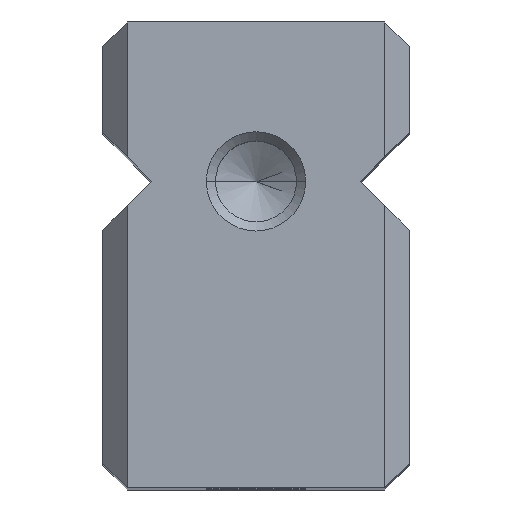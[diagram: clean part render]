
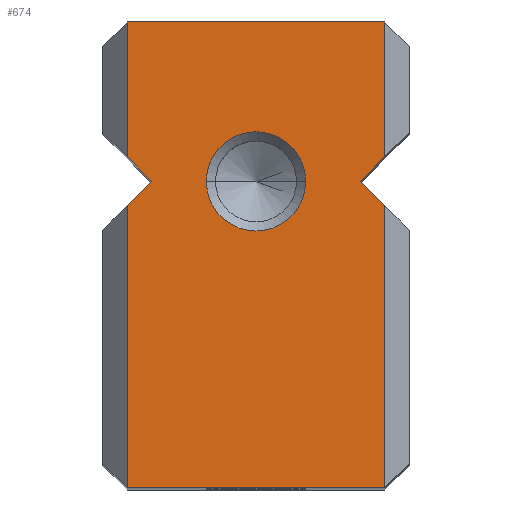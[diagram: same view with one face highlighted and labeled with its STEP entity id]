
A CAD part, top view. The second image highlights one B-rep face of the part: STEP entity #674.
In plain terms, the highlighted planar face has unit normal (0, 0, 1).
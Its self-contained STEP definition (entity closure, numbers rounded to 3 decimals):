
#10 = CARTESIAN_POINT ( 'NONE',  ( -5.25, -9.5, 25. ) ) ;
#18 = CARTESIAN_POINT ( 'NONE',  ( 3.612, 3.634, 25. ) ) ;
#24 = CARTESIAN_POINT ( 'NONE',  ( -0.638, -0.634, 25. ) ) ;
#71 = ORIENTED_EDGE ( 'NONE', *, *, #292, .T. ) ;
#105 = CARTESIAN_POINT ( 'NONE',  ( 5.25, -9.5, 25. ) ) ;
#107 = ORIENTED_EDGE ( 'NONE', *, *, #393, .F. ) ;
#115 = CARTESIAN_POINT ( 'NONE',  ( -5.25, 9.5, 25. ) ) ;
#125 = LINE ( 'NONE', #1139, #1124 ) ;
#130 = LINE ( 'NONE', #440, #1260 ) ;
#157 = LINE ( 'NONE', #663, #1563 ) ;
#168 = ORIENTED_EDGE ( 'NONE', *, *, #398, .T. ) ;
#273 = EDGE_CURVE ( 'NONE', #286, #1061, #1179, .T. ) ;
#276 = EDGE_CURVE ( 'NONE', #599, #1617, #130, .T. ) ;
#278 = VERTEX_POINT ( 'NONE', #105 ) ;
#286 = VERTEX_POINT ( 'NONE', #354 ) ;
#292 = EDGE_CURVE ( 'NONE', #307, #385, #1120, .T. ) ;
#307 = VERTEX_POINT ( 'NONE', #615 ) ;
#316 = CARTESIAN_POINT ( 'NONE',  ( 5.25, 2.006, 25. ) ) ;
#354 = CARTESIAN_POINT ( 'NONE',  ( 2.025, 3., 25. ) ) ;
#364 = VERTEX_POINT ( 'NONE', #649 ) ;
#375 = CARTESIAN_POINT ( 'NONE',  ( 5.25, 0., 25. ) ) ;
#384 = LINE ( 'NONE', #1633, #539 ) ;
#385 = VERTEX_POINT ( 'NONE', #115 ) ;
#393 = EDGE_CURVE ( 'NONE', #364, #1479, #1166, .T. ) ;
#398 = EDGE_CURVE ( 'NONE', #385, #1479, #125, .T. ) ;
#440 = CARTESIAN_POINT ( 'NONE',  ( 0.638, -0.634, 25. ) ) ;
#451 = VECTOR ( 'NONE', #807, 1000. ) ;
#456 = EDGE_CURVE ( 'NONE', #703, #1578, #657, .T. ) ;
#482 = AXIS2_PLACEMENT_3D ( 'NONE', #1464, #1611, #814 ) ;
#510 = EDGE_CURVE ( 'NONE', #703, #364, #941, .T. ) ;
#520 = CARTESIAN_POINT ( 'NONE',  ( 0., 3., 25. ) ) ;
#531 = DIRECTION ( 'NONE',  ( 1., 0., 0. ) ) ;
#539 = VECTOR ( 'NONE', #751, 1000. ) ;
#555 = DIRECTION ( 'NONE',  ( 1., 0., 0. ) ) ;
#582 = EDGE_LOOP ( 'NONE', ( #1366, #1238 ) ) ;
#599 = VERTEX_POINT ( 'NONE', #697 ) ;
#603 = DIRECTION ( 'NONE',  ( -1., 0., 0. ) ) ;
#615 = CARTESIAN_POINT ( 'NONE',  ( 5.25, 9.5, 25. ) ) ;
#649 = CARTESIAN_POINT ( 'NONE',  ( -4.25, 3., 25. ) ) ;
#657 = LINE ( 'NONE', #794, #1324 ) ;
#663 = CARTESIAN_POINT ( 'NONE',  ( -6.25, -9.5, 25. ) ) ;
#674 = ADVANCED_FACE ( 'NONE', ( #954, #707 ), #1206, .T. ) ;
#689 = VERTEX_POINT ( 'NONE', #316 ) ;
#697 = CARTESIAN_POINT ( 'NONE',  ( 4.25, 3., 25. ) ) ;
#703 = VERTEX_POINT ( 'NONE', #1221 ) ;
#707 = FACE_OUTER_BOUND ( 'NONE', #1525, .T. ) ;
#714 = ORIENTED_EDGE ( 'NONE', *, *, #1054, .T. ) ;
#751 = DIRECTION ( 'NONE',  ( 0., 1., 0. ) ) ;
#794 = CARTESIAN_POINT ( 'NONE',  ( -5.25, 0., 25. ) ) ;
#807 = DIRECTION ( 'NONE',  ( -0.709, 0.705, 0. ) ) ;
#808 = DIRECTION ( 'NONE',  ( 0.709, 0.705, 0. ) ) ;
#814 = DIRECTION ( 'NONE',  ( 1., 0., 0. ) ) ;
#875 = AXIS2_PLACEMENT_3D ( 'NONE', #520, #1146, #555 ) ;
#896 = ORIENTED_EDGE ( 'NONE', *, *, #925, .T. ) ;
#899 = LINE ( 'NONE', #18, #451 ) ;
#925 = EDGE_CURVE ( 'NONE', #1578, #278, #157, .T. ) ;
#941 = LINE ( 'NONE', #1443, #1069 ) ;
#952 = DIRECTION ( 'NONE',  ( 0., 0., 1. ) ) ;
#954 = FACE_BOUND ( 'NONE', #582, .T. ) ;
#984 = CIRCLE ( 'NONE', #875, 2.025 ) ;
#991 = CARTESIAN_POINT ( 'NONE',  ( -2.025, 3., 25. ) ) ;
#996 = DIRECTION ( 'NONE',  ( -0.705, 0.709, 0. ) ) ;
#1003 = ORIENTED_EDGE ( 'NONE', *, *, #456, .T. ) ;
#1015 = LINE ( 'NONE', #375, #1549 ) ;
#1046 = VECTOR ( 'NONE', #996, 1000. ) ;
#1054 = EDGE_CURVE ( 'NONE', #278, #689, #1015, .T. ) ;
#1061 = VERTEX_POINT ( 'NONE', #991 ) ;
#1069 = VECTOR ( 'NONE', #808, 1000. ) ;
#1081 = EDGE_CURVE ( 'NONE', #1617, #307, #384, .T. ) ;
#1108 = VECTOR ( 'NONE', #603, 1000. ) ;
#1112 = CARTESIAN_POINT ( 'NONE',  ( -5.25, 4.006, 25. ) ) ;
#1113 = ORIENTED_EDGE ( 'NONE', *, *, #276, .T. ) ;
#1120 = LINE ( 'NONE', #1627, #1108 ) ;
#1124 = VECTOR ( 'NONE', #1154, 1000. ) ;
#1139 = CARTESIAN_POINT ( 'NONE',  ( -5.25, 0., 25. ) ) ;
#1146 = DIRECTION ( 'NONE',  ( 0., 0., 1. ) ) ;
#1154 = DIRECTION ( 'NONE',  ( 0., -1., 0. ) ) ;
#1166 = LINE ( 'NONE', #24, #1046 ) ;
#1179 = CIRCLE ( 'NONE', #1309, 2.025 ) ;
#1199 = ORIENTED_EDGE ( 'NONE', *, *, #1081, .T. ) ;
#1206 = PLANE ( 'NONE',  #482 ) ;
#1221 = CARTESIAN_POINT ( 'NONE',  ( -5.25, 2.006, 25. ) ) ;
#1238 = ORIENTED_EDGE ( 'NONE', *, *, #1574, .F. ) ;
#1256 = DIRECTION ( 'NONE',  ( 0., 1., 0. ) ) ;
#1260 = VECTOR ( 'NONE', #1588, 1000. ) ;
#1309 = AXIS2_PLACEMENT_3D ( 'NONE', #1331, #952, #1581 ) ;
#1324 = VECTOR ( 'NONE', #1431, 1000. ) ;
#1331 = CARTESIAN_POINT ( 'NONE',  ( 0., 3., 25. ) ) ;
#1366 = ORIENTED_EDGE ( 'NONE', *, *, #273, .F. ) ;
#1383 = ORIENTED_EDGE ( 'NONE', *, *, #1571, .T. ) ;
#1431 = DIRECTION ( 'NONE',  ( 0., -1., 0. ) ) ;
#1443 = CARTESIAN_POINT ( 'NONE',  ( -3.612, 3.634, 25. ) ) ;
#1464 = CARTESIAN_POINT ( 'NONE',  ( 0., 0., 25. ) ) ;
#1475 = ORIENTED_EDGE ( 'NONE', *, *, #510, .F. ) ;
#1479 = VERTEX_POINT ( 'NONE', #1112 ) ;
#1525 = EDGE_LOOP ( 'NONE', ( #1113, #1199, #71, #168, #107, #1475, #1003, #896, #714, #1383 ) ) ;
#1549 = VECTOR ( 'NONE', #1256, 1000. ) ;
#1563 = VECTOR ( 'NONE', #531, 1000. ) ;
#1571 = EDGE_CURVE ( 'NONE', #689, #599, #899, .T. ) ;
#1574 = EDGE_CURVE ( 'NONE', #1061, #286, #984, .T. ) ;
#1576 = CARTESIAN_POINT ( 'NONE',  ( 5.25, 4.006, 25. ) ) ;
#1578 = VERTEX_POINT ( 'NONE', #10 ) ;
#1581 = DIRECTION ( 'NONE',  ( 1., 0., 0. ) ) ;
#1588 = DIRECTION ( 'NONE',  ( 0.705, 0.709, 0. ) ) ;
#1611 = DIRECTION ( 'NONE',  ( 0., 0., 1. ) ) ;
#1617 = VERTEX_POINT ( 'NONE', #1576 ) ;
#1627 = CARTESIAN_POINT ( 'NONE',  ( -6.25, 9.5, 25. ) ) ;
#1633 = CARTESIAN_POINT ( 'NONE',  ( 5.25, 0., 25. ) ) ;
